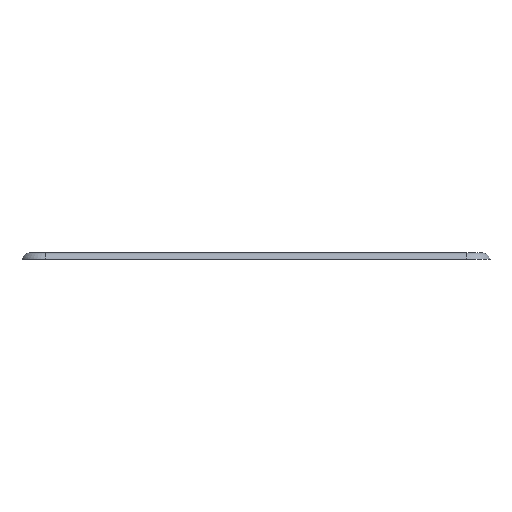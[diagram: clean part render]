
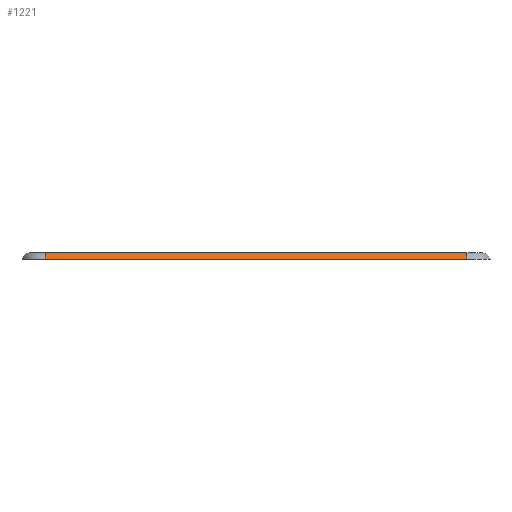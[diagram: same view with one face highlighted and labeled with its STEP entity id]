
A CAD part, left-side view. The second image highlights one B-rep face of the part: STEP entity #1221.
In plain terms, the highlighted cylindrical face has radius 2 mm (diameter 4 mm), a partial arc.
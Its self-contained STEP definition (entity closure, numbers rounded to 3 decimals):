
#51=CIRCLE('',#1307,2.);
#54=CIRCLE('',#1311,2.);
#102=CYLINDRICAL_SURFACE('',#1310,2.);
#138=FACE_OUTER_BOUND('',#200,.T.);
#200=EDGE_LOOP('',(#870,#871,#872,#873));
#300=LINE('',#1859,#422);
#301=LINE('',#1860,#423);
#422=VECTOR('',#1493,10.);
#423=VECTOR('',#1494,2.);
#542=VERTEX_POINT('',#1850);
#543=VERTEX_POINT('',#1851);
#544=VERTEX_POINT('',#1856);
#545=VERTEX_POINT('',#1857);
#674=EDGE_CURVE('',#542,#543,#51,.T.);
#677=EDGE_CURVE('',#544,#545,#54,.T.);
#678=EDGE_CURVE('',#543,#545,#300,.T.);
#679=EDGE_CURVE('',#542,#544,#301,.T.);
#870=ORIENTED_EDGE('',*,*,#677,.T.);
#871=ORIENTED_EDGE('',*,*,#678,.F.);
#872=ORIENTED_EDGE('',*,*,#674,.F.);
#873=ORIENTED_EDGE('',*,*,#679,.T.);
#1221=ADVANCED_FACE('',(#138),#102,.T.);
#1307=AXIS2_PLACEMENT_3D('',#1852,#1483,#1484);
#1310=AXIS2_PLACEMENT_3D('',#1855,#1489,#1490);
#1311=AXIS2_PLACEMENT_3D('',#1858,#1491,#1492);
#1483=DIRECTION('center_axis',(0.,-1.,0.));
#1484=DIRECTION('ref_axis',(0.,0.,
1.));
#1489=DIRECTION('center_axis',(0.,1.,0.));
#1490=DIRECTION('ref_axis',(-0.968,0.,0.25));
#1491=DIRECTION('center_axis',(0.,-1.,0.));
#1492=DIRECTION('ref_axis',(0.,0.,1.));
#1493=DIRECTION('',(0.,1.,0.));
#1494=DIRECTION('',(0.,1.,0.));
#1850=CARTESIAN_POINT('',(-10.939,-70.125,1.5));
#1851=CARTESIAN_POINT('',(-12.875,-70.125,0.));
#1852=CARTESIAN_POINT('Origin',(-10.939,-70.125,-0.5));
#1855=CARTESIAN_POINT('Origin',(-10.939,-75.125,-0.5));
#1856=CARTESIAN_POINT('',(-10.939,20.875,1.5));
#1857=CARTESIAN_POINT('',(-12.875,20.875,0.));
#1858=CARTESIAN_POINT('Origin',(-10.939,20.875,-0.5));
#1859=CARTESIAN_POINT('',(-12.875,-75.125,0.));
#1860=CARTESIAN_POINT('',(-10.939,-75.125,1.5));
